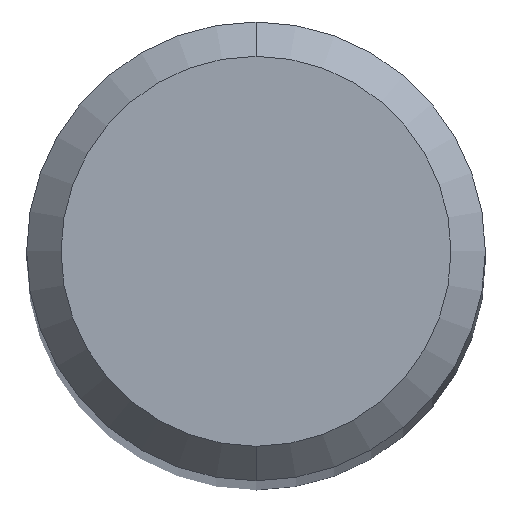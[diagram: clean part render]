
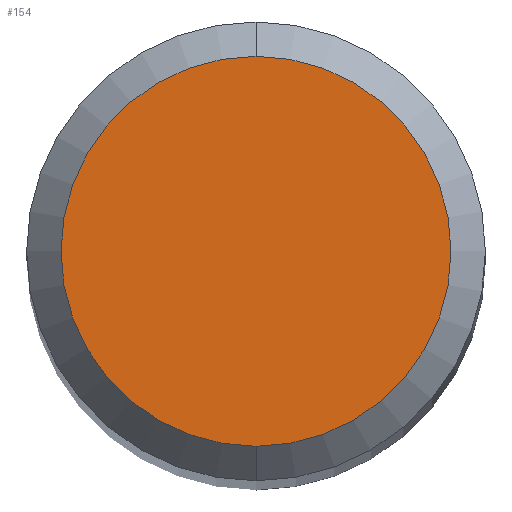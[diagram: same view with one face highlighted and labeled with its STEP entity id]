
A CAD part, top view. The second image highlights one B-rep face of the part: STEP entity #154.
In plain terms, the highlighted planar face has unit normal (0, 0, 1).
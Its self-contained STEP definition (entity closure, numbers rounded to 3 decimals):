
#118=EDGE_CURVE('',#168,#182,#269,.T.);
#142=EDGE_CURVE('',#182,#168,#298,.T.);
#154=ADVANCED_FACE('',(#312),#313,.T.);
#168=VERTEX_POINT('',#328);
#182=VERTEX_POINT('',#343);
#269=CIRCLE('',#432,1.7);
#298=CIRCLE('',#466,1.7);
#312=FACE_OUTER_BOUND('',#487,.T.);
#313=PLANE('',#488);
#328=CARTESIAN_POINT('',(0.,-1.7,0.0));
#343=CARTESIAN_POINT('',(0.0,1.7,0.0));
#432=AXIS2_PLACEMENT_3D('',#616,#617,#618);
#466=AXIS2_PLACEMENT_3D('',#668,#669,#670);
#487=EDGE_LOOP('',(#686,#687));
#488=AXIS2_PLACEMENT_3D('',#688,#689,#690);
#616=CARTESIAN_POINT('',(0.0,0.0,0.0));
#617=DIRECTION('',(0.0,0.0,-1.0));
#618=DIRECTION('',(0.0,1.0,0.0));
#668=CARTESIAN_POINT('',(0.0,0.0,0.0));
#669=DIRECTION('',(0.0,0.0,-1.0));
#670=DIRECTION('',(0.0,1.0,0.0));
#686=ORIENTED_EDGE('',*,*,#142,.F.);
#687=ORIENTED_EDGE('',*,*,#118,.F.);
#688=CARTESIAN_POINT('',(0.0,0.85,0.0));
#689=DIRECTION('',(-0.0,0.0,1.0));
#690=DIRECTION('',(0.0,-1.0,0.0));
